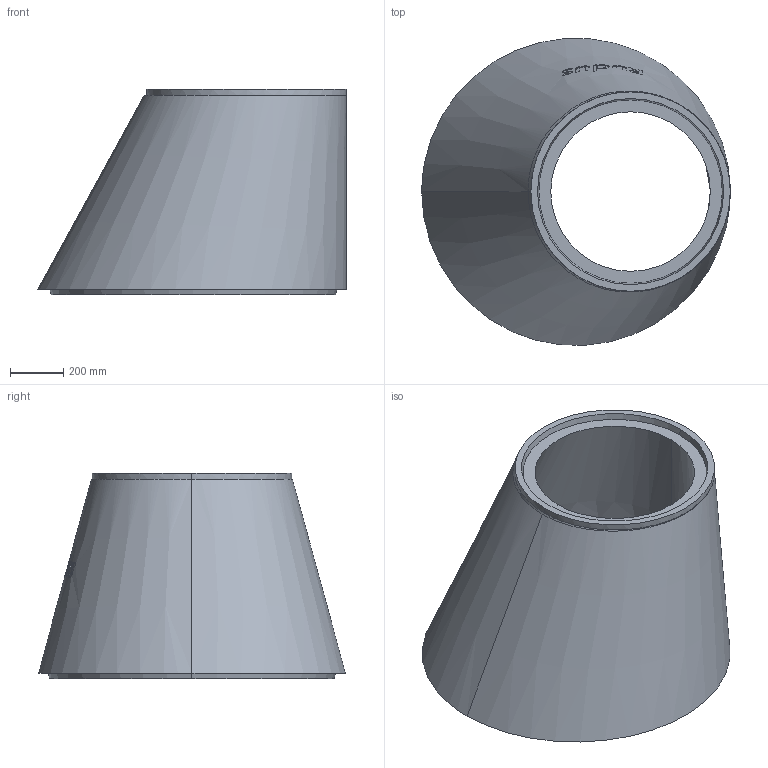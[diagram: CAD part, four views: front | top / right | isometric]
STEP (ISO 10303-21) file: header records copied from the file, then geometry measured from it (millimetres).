
FILE_DESCRIPTION (( 'STEP AP203' ), '1' );
FILE_NAME ('Rudus 2410673 UL-kartiorengas 1000-600.step', '2020-03-19T08:34:45', ( '' ), ( '' ), 'SwSTEP 2.0', 'SolidWorks 2019', '' );
FILE_SCHEMA (( 'CONFIG_CONTROL_DESIGN' ));
Length unit declared in the file: millimetre
Products named in the file (2): Rudus 2410673 UL-kartiorengas 1000-600; EK-osa-kaivorunko_UL-kaivonrengas
Assembly tree (1 placements, depth 2):
  Rudus 2410673 UL-kartiorengas 1000-600
    EK-osa-kaivorunko_UL-kaivonrengas
Bounding box: 1160.52 x 1153.16 x 773 mm (x, y, z)
Volume: 163336586 mm3; surface area: 4898691.9 mm2
Topology: 1 solids, 1 shells, 94 faces, 244 edges, 161 vertices
Faces by surface type: bspline 81, plane 5, cone 4, cylinder 4
Entity records: 22311 total; most frequent: CARTESIAN_POINT 20467, ORIENTED_EDGE 488, EDGE_CURVE 244, B_SPLINE_CURVE_WITH_KNOTS 218, VERTEX_POINT 161, EDGE_LOOP 105, ADVANCED_FACE 94, FACE_OUTER_BOUND 94
